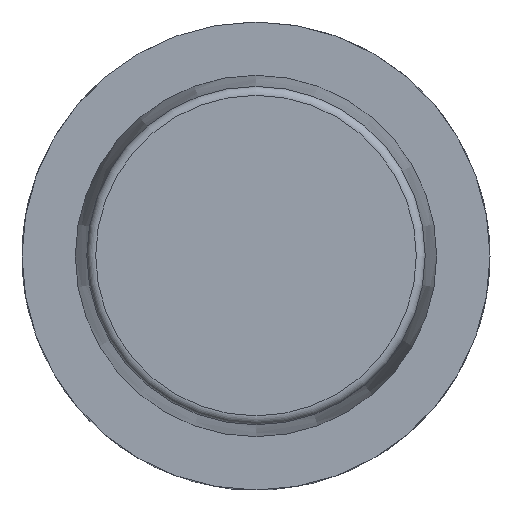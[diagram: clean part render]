
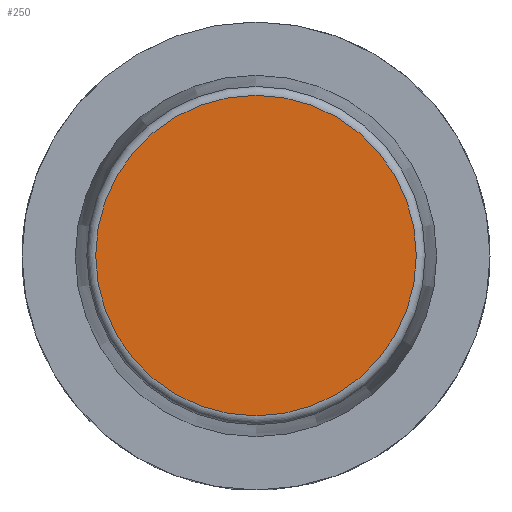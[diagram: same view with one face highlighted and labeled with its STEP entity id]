
A CAD part, top view. The second image highlights one B-rep face of the part: STEP entity #250.
In plain terms, the highlighted planar face has unit normal (0, 0, 1).
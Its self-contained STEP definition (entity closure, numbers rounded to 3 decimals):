
#133=PLANE('',#1277);
#194=FACE_OUTER_BOUND('',#553,.T.);
#250=ADVANCED_FACE('',(#194),#133,.F.);
#553=EDGE_LOOP('',(#731));
#731=ORIENTED_EDGE('',*,*,#1124,.T.);
#993=VERTEX_POINT('',#2055);
#1124=EDGE_CURVE('',#993,#993,#1210,.T.);
#1210=CIRCLE('',#1276,21.576);
#1276=AXIS2_PLACEMENT_3D('',#2054,#1473,#1474);
#1277=AXIS2_PLACEMENT_3D('',#2056,#1475,#1476);
#1473=DIRECTION('',(0.0,0.0,1.0));
#1474=DIRECTION('',(0.0,1.0,0.0));
#1475=DIRECTION('',(0.0,0.0,-1.0));
#1476=DIRECTION('',(0.0,-1.0,0.0));
#2054=CARTESIAN_POINT('',(0.0,0.0,32.0));
#2055=CARTESIAN_POINT('',(0.0,21.576,32.0));
#2056=CARTESIAN_POINT('',(0.0,21.576,32.0));
